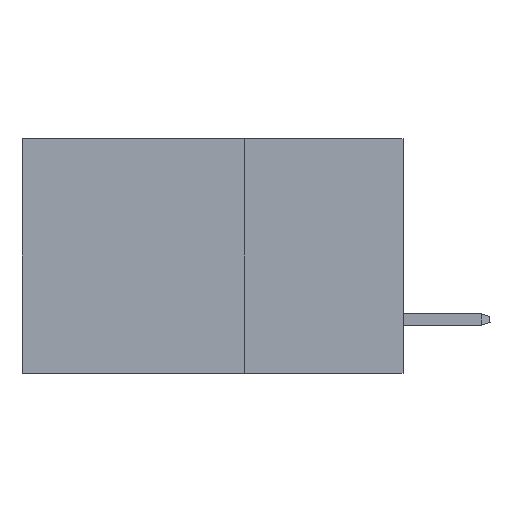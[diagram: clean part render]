
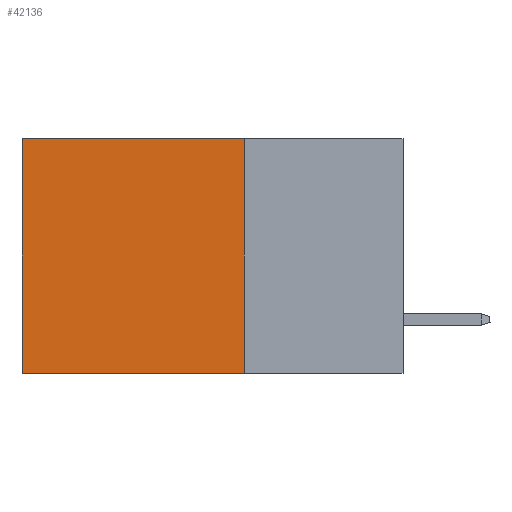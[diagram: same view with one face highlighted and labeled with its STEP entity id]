
A CAD part, left-side view. The second image highlights one B-rep face of the part: STEP entity #42136.
In plain terms, the highlighted planar face has unit normal (-1, 0, 0).
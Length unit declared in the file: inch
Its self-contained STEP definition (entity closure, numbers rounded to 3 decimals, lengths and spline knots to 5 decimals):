
#1698 = EDGE_LOOP ( 'NONE', ( #2764, #8681, #24987, #13051 ) ) ;
#2002 = DIRECTION ( 'NONE',  ( 0., 1., 0. ) ) ;
#2764 = ORIENTED_EDGE ( 'NONE', *, *, #39892, .T. ) ;
#2844 = CARTESIAN_POINT ( 'NONE',  ( 0.2875, 0.6, 0. ) ) ;
#5936 = CARTESIAN_POINT ( 'NONE',  ( 0.2875, 0.6, 0. ) ) ;
#8681 = ORIENTED_EDGE ( 'NONE', *, *, #33932, .F. ) ;
#8887 = DIRECTION ( 'NONE',  ( 0., 0., -1. ) ) ;
#9032 = VECTOR ( 'NONE', #28942, 39.37008 ) ;
#9640 = DIRECTION ( 'NONE',  ( 0., 0., -1. ) ) ;
#10412 = VECTOR ( 'NONE', #2002, 39.37008 ) ;
#11948 = EDGE_CURVE ( 'NONE', #20196, #43373, #34103, .T. ) ;
#12087 = LINE ( 'NONE', #32708, #10412 ) ;
#13051 = ORIENTED_EDGE ( 'NONE', *, *, #11948, .T. ) ;
#13060 = CARTESIAN_POINT ( 'NONE',  ( 0.2875, 0.25, 0. ) ) ;
#13084 = CARTESIAN_POINT ( 'NONE',  ( 0.2875, 0.25, 0. ) ) ;
#13569 = VERTEX_POINT ( 'NONE', #17996 ) ;
#13913 = DIRECTION ( 'NONE',  ( 0., 1., 0. ) ) ;
#16349 = DIRECTION ( 'NONE',  ( 1., 0., 0. ) ) ;
#17190 = CARTESIAN_POINT ( 'NONE',  ( 0.2875, 0.25, 0. ) ) ;
#17996 = CARTESIAN_POINT ( 'NONE',  ( 0.2875, 0.6, -0.37 ) ) ;
#20196 = VERTEX_POINT ( 'NONE', #13084 ) ;
#22338 = VERTEX_POINT ( 'NONE', #39752 ) ;
#23310 = VECTOR ( 'NONE', #9640, 39.37008 ) ;
#24156 = EDGE_CURVE ( 'NONE', #20196, #22338, #25009, .T. ) ;
#24987 = ORIENTED_EDGE ( 'NONE', *, *, #24156, .F. ) ;
#25009 = LINE ( 'NONE', #38451, #9032 ) ;
#25744 = FACE_OUTER_BOUND ( 'NONE', #1698, .T. ) ;
#28942 = DIRECTION ( 'NONE',  ( 0., 0., -1. ) ) ;
#29130 = LINE ( 'NONE', #2844, #23310 ) ;
#30837 = VECTOR ( 'NONE', #13913, 39.37008 ) ;
#32708 = CARTESIAN_POINT ( 'NONE',  ( 0.2875, 0.25, -0.37 ) ) ;
#33932 = EDGE_CURVE ( 'NONE', #22338, #13569, #12087, .T. ) ;
#34103 = LINE ( 'NONE', #17190, #30837 ) ;
#38451 = CARTESIAN_POINT ( 'NONE',  ( 0.2875, 0.25, 0. ) ) ;
#39194 = PLANE ( 'NONE',  #41620 ) ;
#39752 = CARTESIAN_POINT ( 'NONE',  ( 0.2875, 0.25, -0.37 ) ) ;
#39892 = EDGE_CURVE ( 'NONE', #43373, #13569, #29130, .T. ) ;
#41620 = AXIS2_PLACEMENT_3D ( 'NONE', #13060, #16349, #8887 ) ;
#42136 = ADVANCED_FACE ( 'NONE', ( #25744 ), #39194, .F. ) ;
#43373 = VERTEX_POINT ( 'NONE', #5936 ) ;
